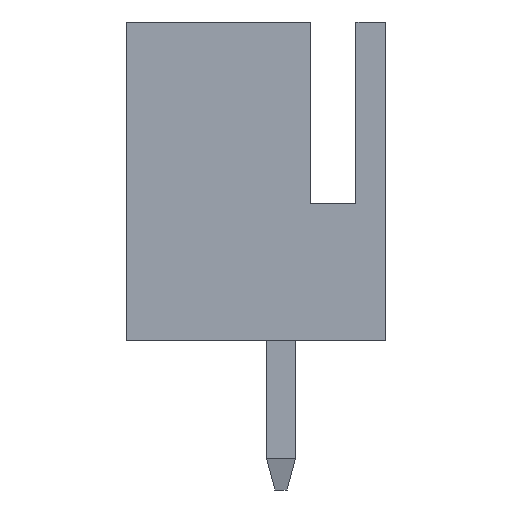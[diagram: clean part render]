
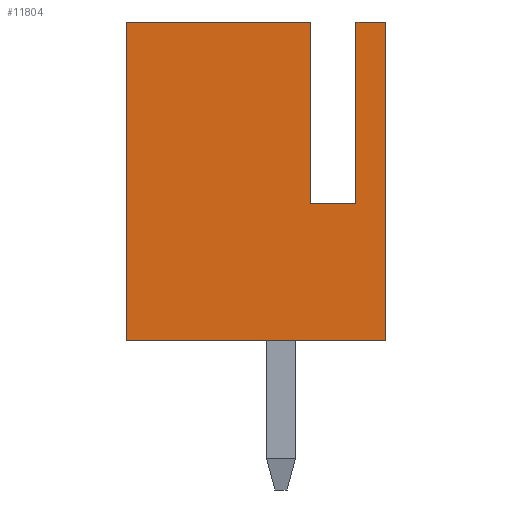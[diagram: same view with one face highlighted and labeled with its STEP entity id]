
A CAD part, left-side view. The second image highlights one B-rep face of the part: STEP entity #11804.
In plain terms, the highlighted planar face has unit normal (-1, 0, 0).
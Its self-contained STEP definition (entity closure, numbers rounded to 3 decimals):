
#150 = CARTESIAN_POINT ( 'NONE',  ( -15.05, 5.7, 7. ) ) ;
#230 = VECTOR ( 'NONE', #757, 1000. ) ;
#246 = CARTESIAN_POINT ( 'NONE',  ( -15.05, 5.7, 0. ) ) ;
#446 = CARTESIAN_POINT ( 'NONE',  ( -15.05, 0., 7. ) ) ;
#500 = CARTESIAN_POINT ( 'NONE',  ( -15.05, 1.65, 7. ) ) ;
#516 = EDGE_LOOP ( 'NONE', ( #8119, #3069, #2075, #12940, #2156, #2109, #5908, #2010 ) ) ;
#615 = VECTOR ( 'NONE', #5766, 1000. ) ;
#629 = FACE_OUTER_BOUND ( 'NONE', #516, .T. ) ;
#757 = DIRECTION ( 'NONE',  ( 0., 0., -1. ) ) ;
#760 = VERTEX_POINT ( 'NONE', #4679 ) ;
#1433 = CARTESIAN_POINT ( 'NONE',  ( -15.05, 5.7, 7. ) ) ;
#1496 = VERTEX_POINT ( 'NONE', #2940 ) ;
#1505 = VERTEX_POINT ( 'NONE', #500 ) ;
#1598 = CARTESIAN_POINT ( 'NONE',  ( -15.05, 5.7, 7. ) ) ;
#1850 = PLANE ( 'NONE',  #7093 ) ;
#2010 = ORIENTED_EDGE ( 'NONE', *, *, #5112, .F. ) ;
#2075 = ORIENTED_EDGE ( 'NONE', *, *, #12303, .F. ) ;
#2109 = ORIENTED_EDGE ( 'NONE', *, *, #3486, .T. ) ;
#2156 = ORIENTED_EDGE ( 'NONE', *, *, #4239, .T. ) ;
#2940 = CARTESIAN_POINT ( 'NONE',  ( -15.05, 5.7, 7. ) ) ;
#3069 = ORIENTED_EDGE ( 'NONE', *, *, #8724, .T. ) ;
#3168 = CARTESIAN_POINT ( 'NONE',  ( -15.05, 1.65, 3. ) ) ;
#3246 = VERTEX_POINT ( 'NONE', #446 ) ;
#3337 = LINE ( 'NONE', #9105, #8699 ) ;
#3486 = EDGE_CURVE ( 'NONE', #8511, #6129, #3927, .T. ) ;
#3927 = LINE ( 'NONE', #11850, #615 ) ;
#4239 = EDGE_CURVE ( 'NONE', #1496, #8511, #9765, .T. ) ;
#4561 = CARTESIAN_POINT ( 'NONE',  ( -15.05, 0.65, 7. ) ) ;
#4674 = LINE ( 'NONE', #4561, #5316 ) ;
#4679 = CARTESIAN_POINT ( 'NONE',  ( -15.05, 0.65, 3. ) ) ;
#4974 = LINE ( 'NONE', #150, #8778 ) ;
#5112 = EDGE_CURVE ( 'NONE', #5145, #3246, #11622, .T. ) ;
#5145 = VERTEX_POINT ( 'NONE', #6478 ) ;
#5316 = VECTOR ( 'NONE', #9487, 1000. ) ;
#5485 = DIRECTION ( 'NONE',  ( 0., -1., 0. ) ) ;
#5528 = VECTOR ( 'NONE', #11099, 1000. ) ;
#5591 = DIRECTION ( 'NONE',  ( 1., 0., 0. ) ) ;
#5717 = DIRECTION ( 'NONE',  ( 0., 0., -1. ) ) ;
#5766 = DIRECTION ( 'NONE',  ( 0., -1., 0. ) ) ;
#5908 = ORIENTED_EDGE ( 'NONE', *, *, #7452, .F. ) ;
#6129 = VERTEX_POINT ( 'NONE', #10343 ) ;
#6141 = CARTESIAN_POINT ( 'NONE',  ( -15.05, 1.65, 7. ) ) ;
#6207 = DIRECTION ( 'NONE',  ( 0., 1., 0. ) ) ;
#6478 = CARTESIAN_POINT ( 'NONE',  ( -15.05, 0.65, 7. ) ) ;
#6829 = CARTESIAN_POINT ( 'NONE',  ( -15.05, 5.7, 7. ) ) ;
#6840 = LINE ( 'NONE', #10836, #230 ) ;
#7091 = DIRECTION ( 'NONE',  ( 0., -1., 0. ) ) ;
#7093 = AXIS2_PLACEMENT_3D ( 'NONE', #1598, #5591, #5717 ) ;
#7124 = LINE ( 'NONE', #6141, #5528 ) ;
#7452 = EDGE_CURVE ( 'NONE', #3246, #6129, #6840, .T. ) ;
#8119 = ORIENTED_EDGE ( 'NONE', *, *, #8344, .F. ) ;
#8344 = EDGE_CURVE ( 'NONE', #760, #5145, #4674, .T. ) ;
#8511 = VERTEX_POINT ( 'NONE', #246 ) ;
#8699 = VECTOR ( 'NONE', #6207, 1000. ) ;
#8724 = EDGE_CURVE ( 'NONE', #760, #10129, #3337, .T. ) ;
#8778 = VECTOR ( 'NONE', #7091, 1000. ) ;
#9105 = CARTESIAN_POINT ( 'NONE',  ( -15.05, 5.7, 3. ) ) ;
#9446 = VECTOR ( 'NONE', #5485, 1000. ) ;
#9487 = DIRECTION ( 'NONE',  ( 0., 0., 1. ) ) ;
#9765 = LINE ( 'NONE', #6829, #12522 ) ;
#10129 = VERTEX_POINT ( 'NONE', #3168 ) ;
#10343 = CARTESIAN_POINT ( 'NONE',  ( -15.05, 0., 0. ) ) ;
#10398 = EDGE_CURVE ( 'NONE', #1496, #1505, #4974, .T. ) ;
#10836 = CARTESIAN_POINT ( 'NONE',  ( -15.05, 0., 7. ) ) ;
#11099 = DIRECTION ( 'NONE',  ( 0., 0., -1. ) ) ;
#11622 = LINE ( 'NONE', #1433, #9446 ) ;
#11717 = DIRECTION ( 'NONE',  ( 0., 0., -1. ) ) ;
#11804 = ADVANCED_FACE ( 'NONE', ( #629 ), #1850, .F. ) ;
#11850 = CARTESIAN_POINT ( 'NONE',  ( -15.05, 5.7, 0. ) ) ;
#12303 = EDGE_CURVE ( 'NONE', #1505, #10129, #7124, .T. ) ;
#12522 = VECTOR ( 'NONE', #11717, 1000. ) ;
#12940 = ORIENTED_EDGE ( 'NONE', *, *, #10398, .F. ) ;
